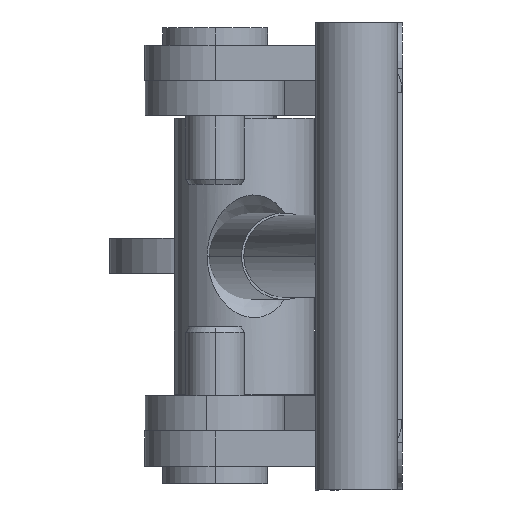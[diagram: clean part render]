
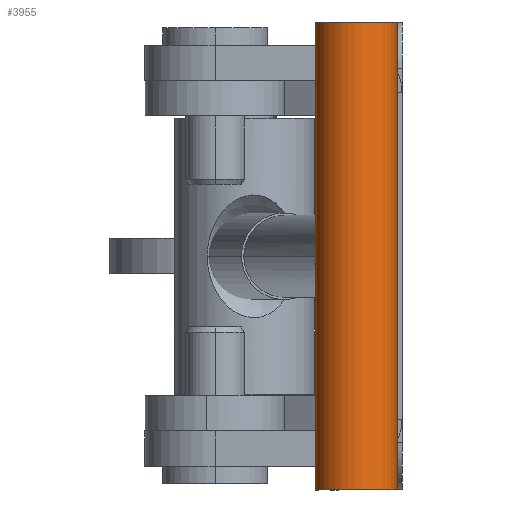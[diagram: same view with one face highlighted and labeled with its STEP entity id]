
A CAD part, left-side view. The second image highlights one B-rep face of the part: STEP entity #3955.
In plain terms, the highlighted cylindrical face has radius 3.5 mm (diameter 7 mm), a partial arc.
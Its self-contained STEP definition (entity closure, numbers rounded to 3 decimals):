
#48 = ORIENTED_EDGE ( 'NONE', *, *, #1594, .T. ) ;
#241 = CARTESIAN_POINT ( 'NONE',  ( 20., 85., -3.5 ) ) ;
#297 = AXIS2_PLACEMENT_3D ( 'NONE', #2109, #3327, #3510 ) ;
#307 = EDGE_CURVE ( 'NONE', #4459, #1887, #1586, .T. ) ;
#337 = CARTESIAN_POINT ( 'NONE',  ( -20., 85., -3.5 ) ) ;
#511 = CARTESIAN_POINT ( 'NONE',  ( -20., 85., 3.5 ) ) ;
#667 = VECTOR ( 'NONE', #3683, 1000. ) ;
#999 = CARTESIAN_POINT ( 'NONE',  ( 0., 85., 3.5 ) ) ;
#1091 = EDGE_CURVE ( 'NONE', #2041, #2378, #4474, .T. ) ;
#1149 = DIRECTION ( 'NONE',  ( 0., 0., -1. ) ) ;
#1159 = CARTESIAN_POINT ( 'NONE',  ( 0., 85., -3.5 ) ) ;
#1187 = DIRECTION ( 'NONE',  ( -1., 0., 0. ) ) ;
#1295 = DIRECTION ( 'NONE',  ( 1., 0., 0. ) ) ;
#1320 = DIRECTION ( 'NONE',  ( -1., 0., 0. ) ) ;
#1369 = CARTESIAN_POINT ( 'NONE',  ( -20., 85., 0. ) ) ;
#1456 = DIRECTION ( 'NONE',  ( 0., 0., 1. ) ) ;
#1495 = CARTESIAN_POINT ( 'NONE',  ( 20., 85., 0. ) ) ;
#1496 = LINE ( 'NONE', #2478, #667 ) ;
#1586 = CIRCLE ( 'NONE', #4322, 3.5 ) ;
#1594 = EDGE_CURVE ( 'NONE', #2041, #1766, #4789, .T. ) ;
#1610 = VECTOR ( 'NONE', #1187, 1000. ) ;
#1766 = VERTEX_POINT ( 'NONE', #1159 ) ;
#1887 = VERTEX_POINT ( 'NONE', #511 ) ;
#1983 = CARTESIAN_POINT ( 'NONE',  ( 20., 85., 3.5 ) ) ;
#2011 = DIRECTION ( 'NONE',  ( -1., 0., 0. ) ) ;
#2041 = VERTEX_POINT ( 'NONE', #3038 ) ;
#2109 = CARTESIAN_POINT ( 'NONE',  ( 20., 85., 0. ) ) ;
#2280 = FACE_OUTER_BOUND ( 'NONE', #4189, .T. ) ;
#2378 = VERTEX_POINT ( 'NONE', #3013 ) ;
#2478 = CARTESIAN_POINT ( 'NONE',  ( 20., 85., 3.5 ) ) ;
#2577 = EDGE_CURVE ( 'NONE', #1766, #4459, #4135, .T. ) ;
#2691 = AXIS2_PLACEMENT_3D ( 'NONE', #1495, #1320, #1456 ) ;
#3001 = CYLINDRICAL_SURFACE ( 'NONE', #2691, 3.5 ) ;
#3013 = CARTESIAN_POINT ( 'NONE',  ( 20., 85., 3.5 ) ) ;
#3038 = CARTESIAN_POINT ( 'NONE',  ( 20., 85., -3.5 ) ) ;
#3125 = CARTESIAN_POINT ( 'NONE',  ( 20., 85., -3.5 ) ) ;
#3320 = EDGE_CURVE ( 'NONE', #4397, #1887, #1496, .T. ) ;
#3327 = DIRECTION ( 'NONE',  ( 1., 0., 0. ) ) ;
#3461 = LINE ( 'NONE', #1983, #3559 ) ;
#3510 = DIRECTION ( 'NONE',  ( 0., 0., -1. ) ) ;
#3559 = VECTOR ( 'NONE', #2011, 1000. ) ;
#3683 = DIRECTION ( 'NONE',  ( -1., 0., 0. ) ) ;
#3798 = ORIENTED_EDGE ( 'NONE', *, *, #1091, .F. ) ;
#3855 = ORIENTED_EDGE ( 'NONE', *, *, #2577, .T. ) ;
#3858 = ORIENTED_EDGE ( 'NONE', *, *, #307, .T. ) ;
#3868 = ORIENTED_EDGE ( 'NONE', *, *, #3320, .F. ) ;
#3902 = EDGE_CURVE ( 'NONE', #2378, #4397, #3461, .T. ) ;
#3918 = ORIENTED_EDGE ( 'NONE', *, *, #3902, .F. ) ;
#3929 = DIRECTION ( 'NONE',  ( -1., 0., 0. ) ) ;
#3955 = ADVANCED_FACE ( 'NONE', ( #2280 ), #3001, .T. ) ;
#4135 = LINE ( 'NONE', #241, #1610 ) ;
#4137 = VECTOR ( 'NONE', #3929, 1000. ) ;
#4189 = EDGE_LOOP ( 'NONE', ( #3798, #48, #3855, #3858, #3868, #3918 ) ) ;
#4322 = AXIS2_PLACEMENT_3D ( 'NONE', #1369, #1295, #1149 ) ;
#4397 = VERTEX_POINT ( 'NONE', #999 ) ;
#4459 = VERTEX_POINT ( 'NONE', #337 ) ;
#4474 = CIRCLE ( 'NONE', #297, 3.5 ) ;
#4789 = LINE ( 'NONE', #3125, #4137 ) ;
